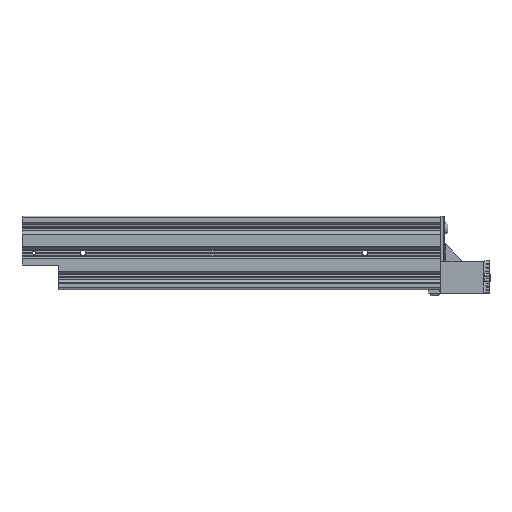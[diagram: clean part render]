
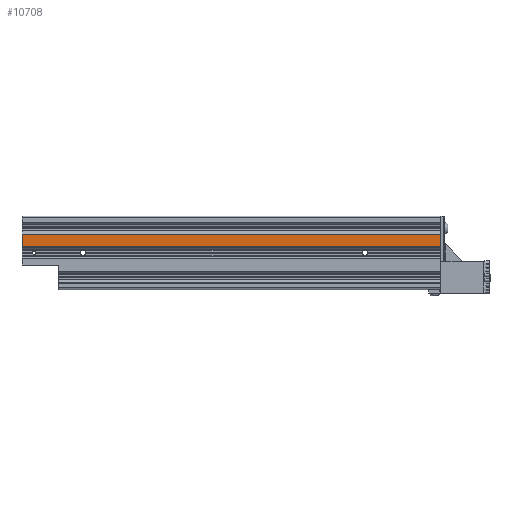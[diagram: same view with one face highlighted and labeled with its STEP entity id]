
A CAD part, top view. The second image highlights one B-rep face of the part: STEP entity #10708.
In plain terms, the highlighted face is planar.
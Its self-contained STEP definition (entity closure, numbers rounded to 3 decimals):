
#761=PLANE('',#11850);
#1185=FACE_OUTER_BOUND('',#1750,.T.);
#1750=EDGE_LOOP('',(#9125,#9126,#9127,#9128));
#2455=LINE('',#17711,#3362);
#2647=LINE('',#18300,#3554);
#2704=LINE('',#18467,#3611);
#2711=LINE('',#18483,#3618);
#3362=VECTOR('',#13572,10.);
#3554=VECTOR('',#14160,1000.);
#3611=VECTOR('',#14321,1000.);
#3618=VECTOR('',#14346,1000.);
#4880=VERTEX_POINT('',#17708);
#4881=VERTEX_POINT('',#17710);
#5079=VERTEX_POINT('',#18297);
#5080=VERTEX_POINT('',#18299);
#6147=EDGE_CURVE('',#4880,#4881,#2455,.T.);
#6447=EDGE_CURVE('',#5080,#5079,#2647,.T.);
#6534=EDGE_CURVE('',#5079,#4881,#2704,.T.);
#6541=EDGE_CURVE('',#4880,#5080,#2711,.T.);
#9125=ORIENTED_EDGE('',*,*,#6147,.F.);
#9126=ORIENTED_EDGE('',*,*,#6541,.T.);
#9127=ORIENTED_EDGE('',*,*,#6447,.T.);
#9128=ORIENTED_EDGE('',*,*,#6534,.T.);
#10708=ADVANCED_FACE('',(#1185),#761,.F.);
#11850=AXIS2_PLACEMENT_3D('',#18482,#14344,#14345);
#13572=DIRECTION('',(-1.,0.,0.));
#14160=DIRECTION('',(-1.,0.,0.));
#14321=DIRECTION('',(0.,0.,1.));
#14344=DIRECTION('center_axis',(0.,-1.,0.));
#14345=DIRECTION('ref_axis',(0.,0.,-1.));
#14346=DIRECTION('',(0.,0.,-1.));
#17708=CARTESIAN_POINT('',(15.17,10.,-658.));
#17710=CARTESIAN_POINT('',(4.83,10.,-658.));
#17711=CARTESIAN_POINT('',(10.376,10.,-658.));
#18297=CARTESIAN_POINT('',(4.83,10.,-1000.));
#18299=CARTESIAN_POINT('',(15.17,10.,-1000.));
#18300=CARTESIAN_POINT('',(15.274,10.,-1000.));
#18467=CARTESIAN_POINT('',(4.83,10.,-1014.142));
#18482=CARTESIAN_POINT('Origin',(15.274,10.,-1014.142));
#18483=CARTESIAN_POINT('',(15.17,10.,-1014.142));
